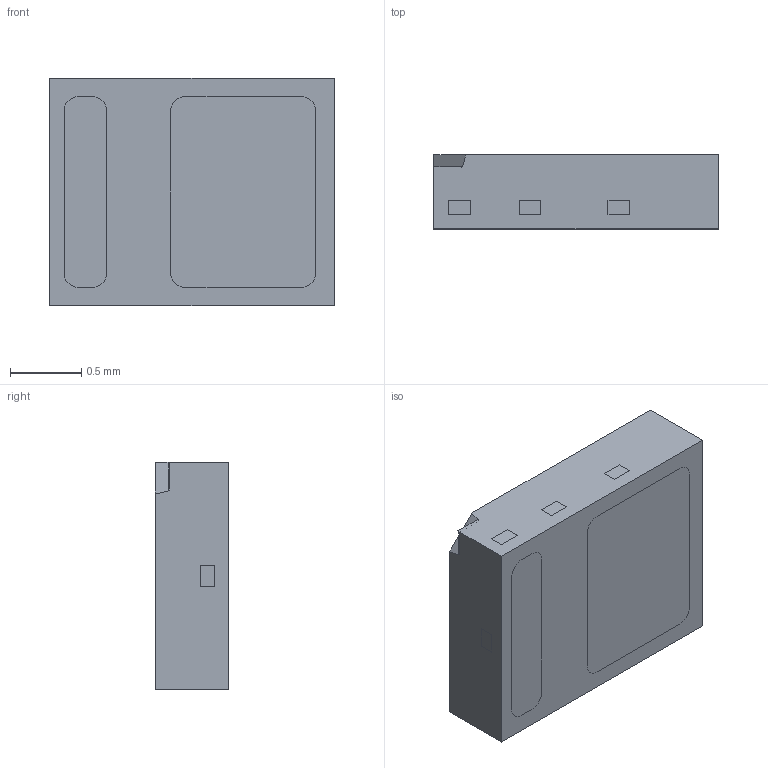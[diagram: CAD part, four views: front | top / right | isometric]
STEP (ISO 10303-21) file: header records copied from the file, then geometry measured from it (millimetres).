
FILE_DESCRIPTION (( 'STEP AP214' ), '1' );
FILE_NAME ('MP-2016-1100-22-80.STEP', '2022-06-03T18:14:24', ( '' ), ( '' ), 'SwSTEP 2.0', 'SolidWorks 2017', '' );
FILE_SCHEMA (( 'AUTOMOTIVE_DESIGN' ));
Length unit declared in the file: millimetre
Products named in the file (1): MP-2016-1100-22-80
Bounding box: 2 x 0.52 x 1.6 mm (x, y, z)
Volume: 1.7 mm3; surface area: 25.3 mm2
Topology: 4 solids, 4 shells, 189 faces, 548 edges, 364 vertices
Faces by surface type: plane 107, cylinder 82
Entity records: 7483 total; most frequent: CARTESIAN_POINT 1150, ORIENTED_EDGE 1096, DIRECTION 1060, EDGE_CURVE 548, VECTOR 384, LINE 384, VERTEX_POINT 364, AXIS2_PLACEMENT_3D 338
